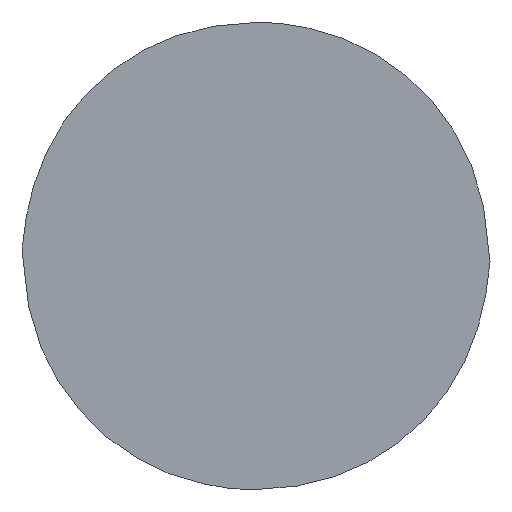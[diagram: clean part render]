
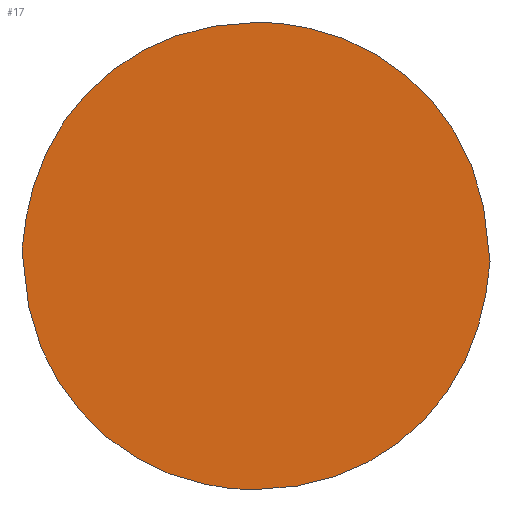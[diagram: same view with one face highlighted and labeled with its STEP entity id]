
A CAD part, top view. The second image highlights one B-rep face of the part: STEP entity #17.
In plain terms, the highlighted planar face has unit normal (-0.001, 0.001, -1).
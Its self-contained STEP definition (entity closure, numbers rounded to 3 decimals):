
#17 = ADVANCED_FACE('',(#18),#35,.T.);
#18 = FACE_BOUND('',#19,.F.);
#19 = EDGE_LOOP('',(#20,#49,#71,#93));
#20 = ORIENTED_EDGE('',*,*,#21,.T.);
#21 = EDGE_CURVE('',#22,#24,#26,.T.);
#22 = VERTEX_POINT('',#23);
#23 = CARTESIAN_POINT('',(0.568,23.49,
    0.015));
#24 = VERTEX_POINT('',#25);
#25 = CARTESIAN_POINT('',(-23.497,0.591,
    0.032));
#26 = SURFACE_CURVE('',#27,(#34),.PCURVE_S1.);
#27 = B_SPLINE_CURVE_WITH_KNOTS('',3,(#28,#29,#30,#31,#32,#33),
  .UNSPECIFIED.,.F.,.F.,(4,1,1,4),(0.,0.333,0.667,1.),
  .UNSPECIFIED.);
#28 = CARTESIAN_POINT('',(0.568,23.49,
    0.015));
#29 = CARTESIAN_POINT('',(-3.9,23.44,
    0.021));
#30 = CARTESIAN_POINT('',(-11.653,21.669,
    0.031));
#31 = CARTESIAN_POINT('',(-20.789,13.22,
    0.037));
#32 = CARTESIAN_POINT('',(-23.106,5.273,
    0.035));
#33 = CARTESIAN_POINT('',(-23.497,0.591,
    0.032));
#34 = PCURVE('',#35,#40);
#35 = PLANE('',#36);
#36 = AXIS2_PLACEMENT_3D('',#37,#38,#39);
#37 = CARTESIAN_POINT('',(28.052,-19.686,
    -0.052));
#38 = DIRECTION('',(-0.001,0.001,
    -1.));
#39 = DIRECTION('',(-0.985,-0.175,0.001)
  );
#40 = DEFINITIONAL_REPRESENTATION('',(#41),#48);
#41 = B_SPLINE_CURVE_WITH_KNOTS('',3,(#42,#43,#44,#45,#46,#47),
  .UNSPECIFIED.,.F.,.F.,(4,1,1,4),(0.,0.333,0.667,1.),
  .UNSPECIFIED.);
#42 = CARTESIAN_POINT('',(19.528,47.309));
#43 = CARTESIAN_POINT('',(23.936,48.04));
#44 = CARTESIAN_POINT('',(31.879,47.649));
#45 = CARTESIAN_POINT('',(42.349,40.924));
#46 = CARTESIAN_POINT('',(46.018,33.503));
#47 = CARTESIAN_POINT('',(47.22,28.962));
#48 = ( GEOMETRIC_REPRESENTATION_CONTEXT(2) 
PARAMETRIC_REPRESENTATION_CONTEXT() REPRESENTATION_CONTEXT('2D SPACE',''
  ) );
#49 = ORIENTED_EDGE('',*,*,#50,.T.);
#50 = EDGE_CURVE('',#24,#51,#53,.T.);
#51 = VERTEX_POINT('',#52);
#52 = CARTESIAN_POINT('',(-0.559,-23.49,
    -0.015));
#53 = SURFACE_CURVE('',#54,(#61),.PCURVE_S1.);
#54 = B_SPLINE_CURVE_WITH_KNOTS('',3,(#55,#56,#57,#58,#59,#60),
  .UNSPECIFIED.,.F.,.F.,(4,1,1,4),(0.,0.333,0.667,1.),
  .UNSPECIFIED.);
#55 = CARTESIAN_POINT('',(-23.497,0.591,
    0.032));
#56 = CARTESIAN_POINT('',(-23.306,-4.18,
    0.029));
#57 = CARTESIAN_POINT('',(-21.338,-12.335,
    0.02));
#58 = CARTESIAN_POINT('',(-12.456,-21.2,
    0.002));
#59 = CARTESIAN_POINT('',(-4.923,-23.277,
    -0.009));
#60 = CARTESIAN_POINT('',(-0.559,-23.49,
    -0.015));
#61 = PCURVE('',#35,#62);
#62 = DEFINITIONAL_REPRESENTATION('',(#63),#70);
#63 = B_SPLINE_CURVE_WITH_KNOTS('',3,(#64,#65,#66,#67,#68,#69),
  .UNSPECIFIED.,.F.,.F.,(4,1,1,4),(0.,0.333,0.667,1.),
  .UNSPECIFIED.);
#64 = CARTESIAN_POINT('',(47.22,28.962));
#65 = CARTESIAN_POINT('',(47.864,24.23));
#66 = CARTESIAN_POINT('',(47.35,15.857));
#67 = CARTESIAN_POINT('',(40.151,5.578));
#68 = CARTESIAN_POINT('',(33.096,2.218));
#69 = CARTESIAN_POINT('',(28.836,1.247));
#70 = ( GEOMETRIC_REPRESENTATION_CONTEXT(2) 
PARAMETRIC_REPRESENTATION_CONTEXT() REPRESENTATION_CONTEXT('2D SPACE',''
  ) );
#71 = ORIENTED_EDGE('',*,*,#72,.T.);
#72 = EDGE_CURVE('',#51,#73,#75,.T.);
#73 = VERTEX_POINT('',#74);
#74 = CARTESIAN_POINT('',(23.488,-0.591,
    -0.032));
#75 = SURFACE_CURVE('',#76,(#83),.PCURVE_S1.);
#76 = B_SPLINE_CURVE_WITH_KNOTS('',3,(#77,#78,#79,#80,#81,#82),
  .UNSPECIFIED.,.F.,.F.,(4,1,1,4),(0.,0.333,0.667,1.),
  .UNSPECIFIED.);
#77 = CARTESIAN_POINT('',(-0.559,-23.49,
    -0.015));
#78 = CARTESIAN_POINT('',(3.872,-23.45,
    -0.021));
#79 = CARTESIAN_POINT('',(11.575,-21.692,
    -0.031));
#80 = CARTESIAN_POINT('',(20.743,-13.299,
    -0.037));
#81 = CARTESIAN_POINT('',(23.081,-5.306,
    -0.035));
#82 = CARTESIAN_POINT('',(23.488,-0.591,
    -0.032));
#83 = PCURVE('',#35,#84);
#84 = DEFINITIONAL_REPRESENTATION('',(#85),#92);
#85 = B_SPLINE_CURVE_WITH_KNOTS('',3,(#86,#87,#88,#89,#90,#91),
  .UNSPECIFIED.,.F.,.F.,(4,1,1,4),(0.,0.333,0.667,1.),
  .UNSPECIFIED.);
#86 = CARTESIAN_POINT('',(28.836,1.247));
#87 = CARTESIAN_POINT('',(24.466,0.513));
#88 = CARTESIAN_POINT('',(16.575,0.9));
#89 = CARTESIAN_POINT('',(6.083,7.565));
#90 = CARTESIAN_POINT('',(2.386,15.026));
#91 = CARTESIAN_POINT('',(1.162,19.598));
#92 = ( GEOMETRIC_REPRESENTATION_CONTEXT(2) 
PARAMETRIC_REPRESENTATION_CONTEXT() REPRESENTATION_CONTEXT('2D SPACE',''
  ) );
#93 = ORIENTED_EDGE('',*,*,#94,.T.);
#94 = EDGE_CURVE('',#73,#22,#95,.T.);
#95 = SURFACE_CURVE('',#96,(#103),.PCURVE_S1.);
#96 = B_SPLINE_CURVE_WITH_KNOTS('',3,(#97,#98,#99,#100,#101,#102),
  .UNSPECIFIED.,.F.,.F.,(4,1,1,4),(0.,0.333,0.667,1.),
  .UNSPECIFIED.);
#97 = CARTESIAN_POINT('',(23.488,-0.591,
    -0.032));
#98 = CARTESIAN_POINT('',(23.309,4.147,
    -0.029));
#99 = CARTESIAN_POINT('',(21.359,12.259,
    -0.021));
#100 = CARTESIAN_POINT('',(12.524,21.165,
    -0.002));
#101 = CARTESIAN_POINT('',(4.958,23.262,
    0.009));
#102 = CARTESIAN_POINT('',(0.568,23.49,
    0.015));
#103 = PCURVE('',#35,#104);
#104 = DEFINITIONAL_REPRESENTATION('',(#105),#112);
#105 = B_SPLINE_CURVE_WITH_KNOTS('',3,(#106,#107,#108,#109,#110,#111),
  .UNSPECIFIED.,.F.,.F.,(4,1,1,4),(0.,0.333,0.667,1.),
  .UNSPECIFIED.);
#106 = CARTESIAN_POINT('',(1.162,19.598));
#107 = CARTESIAN_POINT('',(0.511,24.295));
#108 = CARTESIAN_POINT('',(1.016,32.623));
#109 = CARTESIAN_POINT('',(8.161,42.933));
#110 = CARTESIAN_POINT('',(15.245,46.319));
#111 = CARTESIAN_POINT('',(19.528,47.309));
#112 = ( GEOMETRIC_REPRESENTATION_CONTEXT(2) 
PARAMETRIC_REPRESENTATION_CONTEXT() REPRESENTATION_CONTEXT('2D SPACE',''
  ) );
